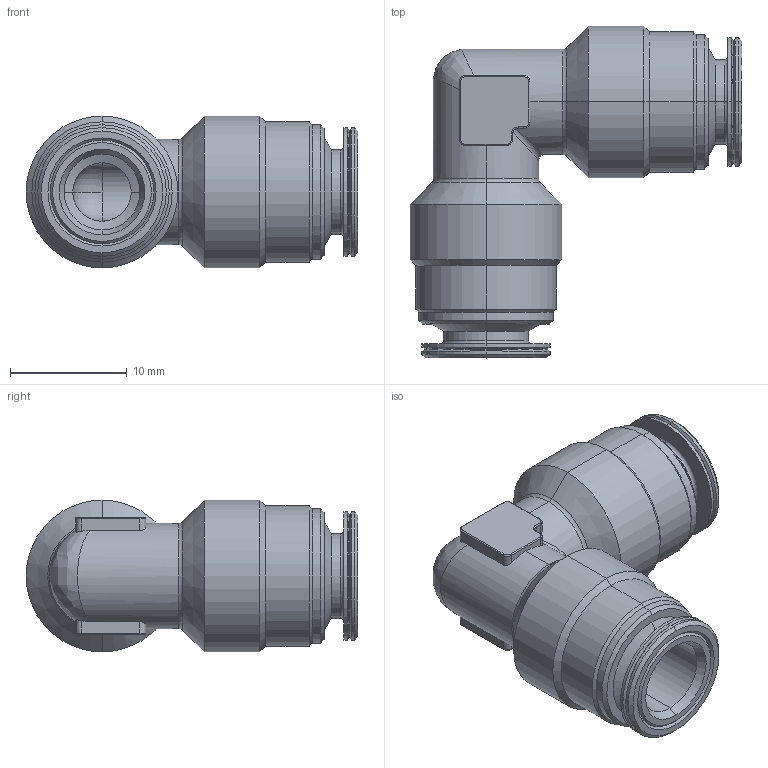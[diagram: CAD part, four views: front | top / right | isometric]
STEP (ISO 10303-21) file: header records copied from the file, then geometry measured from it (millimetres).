
FILE_DESCRIPTION (( 'STEP AP203' ), '1' );
FILE_NAME ('MM183030.STEP', '2010-08-06T09:40:30', ( '' ), ( 'sopra-pneumatic' ), 'SwSTEP 2.0', 'SolidWorks 2009', '' );
FILE_SCHEMA (( 'CONFIG_CONTROL_DESIGN' ));
Length unit declared in the file: millimetre
Products named in the file (1): MM183030
Bounding box: 28.4 x 28.4 x 13 mm (x, y, z)
Volume: 2837.9 mm3; surface area: 2771.2 mm2
Topology: 1 solids, 1 shells, 158 faces, 356 edges, 204 vertices
Faces by surface type: cylinder 64, cone 48, plane 22, torus 20, sphere 2, bspline 2
Entity records: 5066 total; most frequent: CARTESIAN_POINT 1408, DIRECTION 828, ORIENTED_EDGE 708, EDGE_CURVE 354, AXIS2_PLACEMENT_3D 342, VERTEX_POINT 204, CIRCLE 185, EDGE_LOOP 166
